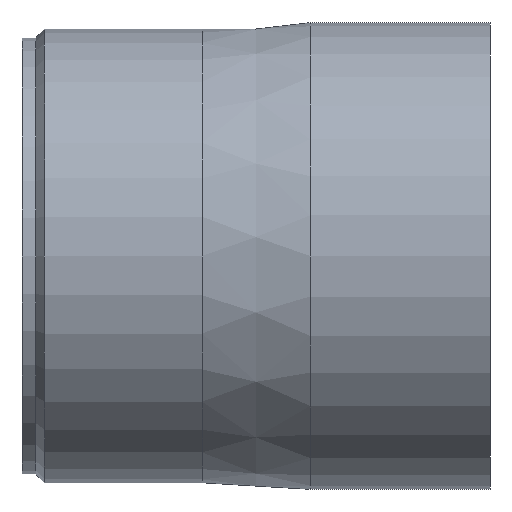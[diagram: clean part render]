
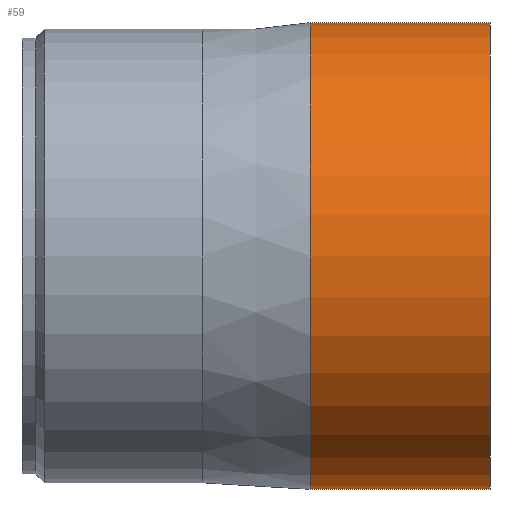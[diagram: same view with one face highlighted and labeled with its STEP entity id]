
A CAD part, front view. The second image highlights one B-rep face of the part: STEP entity #59.
In plain terms, the highlighted cylindrical face has radius 32.4 mm (diameter 64.8 mm), a full revolution.
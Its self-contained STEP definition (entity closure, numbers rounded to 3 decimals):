
#59 = ADVANCED_FACE( '', ( #124, #125 ), #126, .T. );
#124 = FACE_OUTER_BOUND( '', #183, .T. );
#125 = FACE_OUTER_BOUND( '', #184, .T. );
#126 = CYLINDRICAL_SURFACE( '', #185, 32.4 );
#183 = EDGE_LOOP( '', ( #258 ) );
#184 = EDGE_LOOP( '', ( #259 ) );
#185 = AXIS2_PLACEMENT_3D( '', #260, #261, #262 );
#258 = ORIENTED_EDGE( '', *, *, #279, .T. );
#259 = ORIENTED_EDGE( '', *, *, #270, .F. );
#260 = CARTESIAN_POINT( '', ( 25., 0., 0. ) );
#261 = DIRECTION( '', ( -1., 0., 0. ) );
#262 = DIRECTION( '', ( 0., 0., -1. ) );
#270 = EDGE_CURVE( '', #296, #296, #297, .T. );
#279 = EDGE_CURVE( '', #311, #311, #312, .T. );
#296 = VERTEX_POINT( '', #335 );
#297 = CIRCLE( '', #336, 32.4 );
#311 = VERTEX_POINT( '', #350 );
#312 = CIRCLE( '', #351, 32.4 );
#335 = CARTESIAN_POINT( '', ( 25., 0., -32.4 ) );
#336 = AXIS2_PLACEMENT_3D( '', #373, #374, #375 );
#350 = CARTESIAN_POINT( '', ( 0., 0., -32.4 ) );
#351 = AXIS2_PLACEMENT_3D( '', #391, #392, #393 );
#373 = CARTESIAN_POINT( '', ( 25., 0., 0. ) );
#374 = DIRECTION( '', ( 1., 0., 0. ) );
#375 = DIRECTION( '', ( 0., 0., -1. ) );
#391 = CARTESIAN_POINT( '', ( 0., 0., 0. ) );
#392 = DIRECTION( '', ( 1., 0., 0. ) );
#393 = DIRECTION( '', ( 0., 0., -1. ) );
